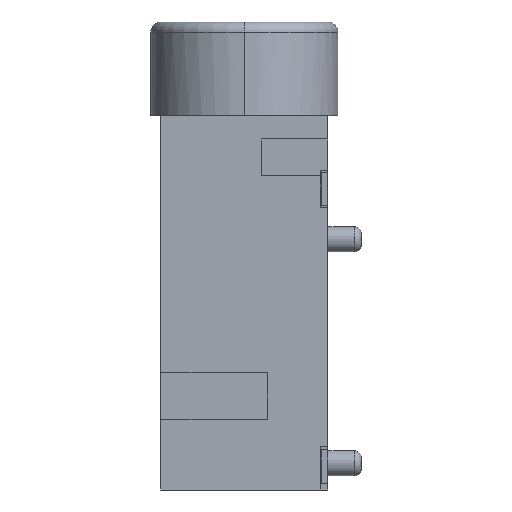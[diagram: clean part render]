
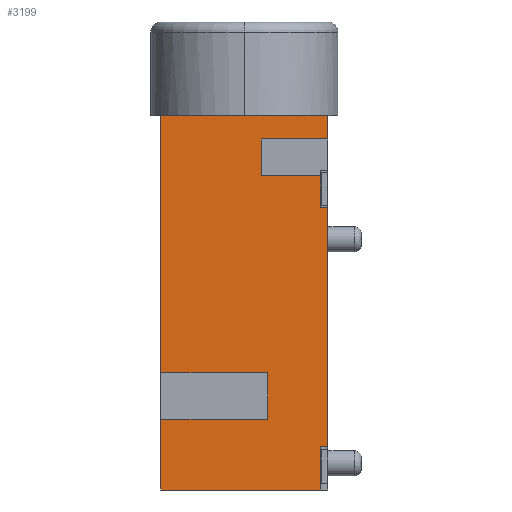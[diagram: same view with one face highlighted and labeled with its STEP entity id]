
A CAD part, left-side view. The second image highlights one B-rep face of the part: STEP entity #3199.
In plain terms, the highlighted planar face has unit normal (-1, 0, 0).
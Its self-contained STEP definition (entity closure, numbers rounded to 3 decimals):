
#697=DIRECTION('',(0.,1.,0.));
#698=VECTOR('',#697,0.21);
#699=CARTESIAN_POINT('',(-4.,0.,-9.9));
#700=LINE('',#699,#698);
#701=DIRECTION('',(0.,0.,1.));
#702=VECTOR('',#701,1.3);
#703=CARTESIAN_POINT('',(-4.,0.21,-11.2));
#704=LINE('',#703,#702);
#705=DIRECTION('',(0.,0.,-1.));
#706=VECTOR('',#705,2.113);
#707=CARTESIAN_POINT('',(-4.,5.,-9.087));
#708=LINE('',#707,#706);
#709=DIRECTION('',(0.,-1.,0.));
#710=VECTOR('',#709,3.2);
#711=CARTESIAN_POINT('',(-4.,5.,-9.087));
#712=LINE('',#711,#710);
#713=DIRECTION('',(0.,0.,-1.));
#714=VECTOR('',#713,1.397);
#715=CARTESIAN_POINT('',(-4.,1.8,-7.69));
#716=LINE('',#715,#714);
#717=DIRECTION('',(0.,-1.,0.));
#718=VECTOR('',#717,3.2);
#719=CARTESIAN_POINT('',(-4.,5.,-7.69));
#720=LINE('',#719,#718);
#721=DIRECTION('',(0.,0.,-1.));
#722=VECTOR('',#721,7.69);
#723=CARTESIAN_POINT('',(-4.,5.,0.));
#724=LINE('',#723,#722);
#725=DIRECTION('',(0.,1.,0.));
#726=VECTOR('',#725,2.);
#727=CARTESIAN_POINT('',(-4.,0.,-0.7));
#728=LINE('',#727,#726);
#729=DIRECTION('',(0.,0.,-1.));
#730=VECTOR('',#729,1.1);
#731=CARTESIAN_POINT('',(-4.,2.,-0.7));
#732=LINE('',#731,#730);
#733=DIRECTION('',(0.,1.,0.));
#734=VECTOR('',#733,1.79);
#735=CARTESIAN_POINT('',(-4.,0.21,-1.8));
#736=LINE('',#735,#734);
#737=DIRECTION('',(0.,0.,-1.));
#738=VECTOR('',#737,0.95);
#739=CARTESIAN_POINT('',(-4.,0.21,-1.8));
#740=LINE('',#739,#738);
#741=DIRECTION('',(0.,1.,0.));
#742=VECTOR('',#741,0.21);
#743=CARTESIAN_POINT('',(-4.,0.,-2.75));
#744=LINE('',#743,#742);
#833=DIRECTION('',(0.,-1.,0.));
#834=VECTOR('',#833,4.79);
#835=CARTESIAN_POINT('',(-4.,5.,-11.2));
#836=LINE('',#835,#834);
#979=DIRECTION('',(0.,0.,-1.));
#980=VECTOR('',#979,7.15);
#981=CARTESIAN_POINT('',(-4.,0.,-2.75));
#982=LINE('',#981,#980);
#1003=DIRECTION('',(0.,0.,-1.));
#1004=VECTOR('',#1003,0.7);
#1005=CARTESIAN_POINT('',(-4.,0.,0.));
#1006=LINE('',#1005,#1004);
#1239=DIRECTION('',(0.,-1.,0.));
#1240=VECTOR('',#1239,5.);
#1241=CARTESIAN_POINT('',(-4.,5.,0.));
#1242=LINE('',#1241,#1240);
#1595=CARTESIAN_POINT('',(-4.,5.,0.));
#1596=CARTESIAN_POINT('',(-4.,0.,0.));
#1597=VERTEX_POINT('',#1595);
#1598=VERTEX_POINT('',#1596);
#1603=CARTESIAN_POINT('',(-4.,5.,-11.2));
#1604=VERTEX_POINT('',#1603);
#1881=CARTESIAN_POINT('',(-4.,5.,-7.69));
#1883=VERTEX_POINT('',#1881);
#1887=CARTESIAN_POINT('',(-4.,5.,-9.087));
#1888=VERTEX_POINT('',#1887);
#1889=CARTESIAN_POINT('',(-4.,1.8,-7.69));
#1890=CARTESIAN_POINT('',(-4.,1.8,-9.087));
#1891=VERTEX_POINT('',#1889);
#1892=VERTEX_POINT('',#1890);
#1993=CARTESIAN_POINT('',(-4.,0.,-0.7));
#1995=VERTEX_POINT('',#1993);
#1997=CARTESIAN_POINT('',(-4.,2.,-0.7));
#1998=VERTEX_POINT('',#1997);
#1999=CARTESIAN_POINT('',(-4.,2.,-1.8));
#2000=VERTEX_POINT('',#1999);
#2011=CARTESIAN_POINT('',(-4.,0.,-2.75));
#2012=VERTEX_POINT('',#2011);
#2013=CARTESIAN_POINT('',(-4.,0.21,-1.8));
#2014=CARTESIAN_POINT('',(-4.,0.21,-2.75));
#2015=VERTEX_POINT('',#2013);
#2016=VERTEX_POINT('',#2014);
#2041=CARTESIAN_POINT('',(-4.,0.21,-11.2));
#2043=VERTEX_POINT('',#2041);
#2047=CARTESIAN_POINT('',(-4.,0.,-9.9));
#2049=VERTEX_POINT('',#2047);
#2051=CARTESIAN_POINT('',(-4.,0.21,-9.9));
#2052=VERTEX_POINT('',#2051);
#3164=CARTESIAN_POINT('',(-4.,5.,0.));
#3165=DIRECTION('',(-1.,0.,0.));
#3166=DIRECTION('',(0.,-1.,0.));
#3167=AXIS2_PLACEMENT_3D('',#3164,#3165,#3166);
#3168=PLANE('',#3167);
#3170=ORIENTED_EDGE('',*,*,#3169,.T.);
#3172=ORIENTED_EDGE('',*,*,#3171,.F.);
#3174=ORIENTED_EDGE('',*,*,#3173,.F.);
#3175=ORIENTED_EDGE('',*,*,#2185,.F.);
#3177=ORIENTED_EDGE('',*,*,#3176,.T.);
#3178=ORIENTED_EDGE('',*,*,#3155,.F.);
#3179=ORIENTED_EDGE('',*,*,#2102,.F.);
#3180=ORIENTED_EDGE('',*,*,#2197,.F.);
#3182=ORIENTED_EDGE('',*,*,#3181,.T.);
#3184=ORIENTED_EDGE('',*,*,#3183,.T.);
#3186=ORIENTED_EDGE('',*,*,#3185,.T.);
#3188=ORIENTED_EDGE('',*,*,#3187,.T.);
#3190=ORIENTED_EDGE('',*,*,#3189,.F.);
#3192=ORIENTED_EDGE('',*,*,#3191,.T.);
#3194=ORIENTED_EDGE('',*,*,#3193,.F.);
#3196=ORIENTED_EDGE('',*,*,#3195,.T.);
#3197=EDGE_LOOP('',(#3170,#3172,#3174,#3175,#3177,#3178,#3179,#3180,#3182,#3184,
#3186,#3188,#3190,#3192,#3194,#3196));
#3198=FACE_OUTER_BOUND('',#3197,.F.);
#2102=EDGE_CURVE('',#1883,#1891,#720,.T.);
#2185=EDGE_CURVE('',#1888,#1604,#708,.T.);
#2197=EDGE_CURVE('',#1597,#1883,#724,.T.);
#3155=EDGE_CURVE('',#1891,#1892,#716,.T.);
#3169=EDGE_CURVE('',#2049,#2052,#700,.T.);
#3171=EDGE_CURVE('',#2043,#2052,#704,.T.);
#3173=EDGE_CURVE('',#1604,#2043,#836,.T.);
#3176=EDGE_CURVE('',#1888,#1892,#712,.T.);
#3181=EDGE_CURVE('',#1597,#1598,#1242,.T.);
#3183=EDGE_CURVE('',#1598,#1995,#1006,.T.);
#3185=EDGE_CURVE('',#1995,#1998,#728,.T.);
#3187=EDGE_CURVE('',#1998,#2000,#732,.T.);
#3189=EDGE_CURVE('',#2015,#2000,#736,.T.);
#3191=EDGE_CURVE('',#2015,#2016,#740,.T.);
#3193=EDGE_CURVE('',#2012,#2016,#744,.T.);
#3195=EDGE_CURVE('',#2012,#2049,#982,.T.);
#3199=ADVANCED_FACE('',(#3198),#3168,.T.);
